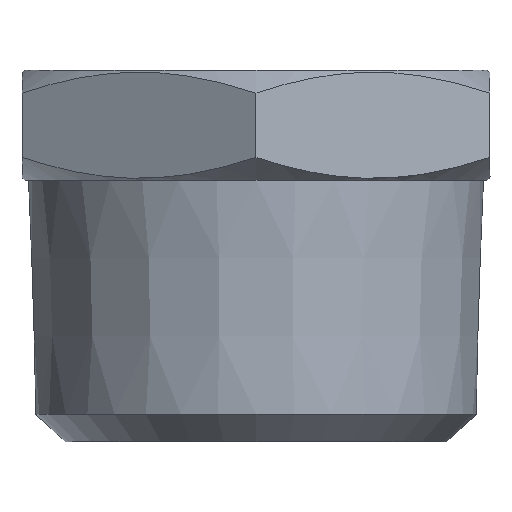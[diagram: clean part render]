
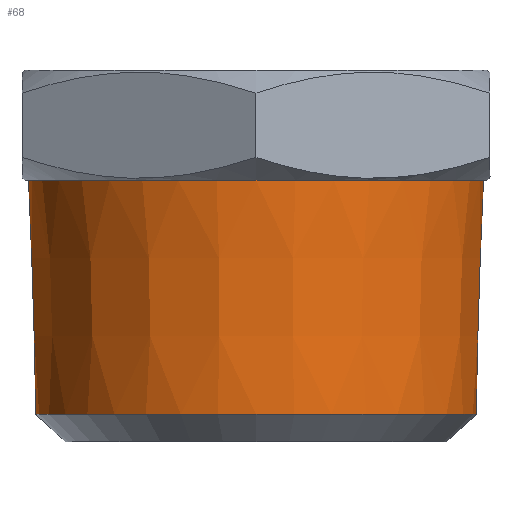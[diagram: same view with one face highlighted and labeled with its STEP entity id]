
A CAD part, left-side view. The second image highlights one B-rep face of the part: STEP entity #68.
In plain terms, the highlighted conical face has half-angle 1.788 degrees and reference radius 16.525 mm.
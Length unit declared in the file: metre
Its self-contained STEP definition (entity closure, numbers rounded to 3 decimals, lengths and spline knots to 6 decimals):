
#68 = ADVANCED_FACE( 'NONE', ( #143, #144 ), #145, .T. );
#143 = FACE_OUTER_BOUND( '', #216, .T. );
#144 = FACE_BOUND( '', #217, .T. );
#145 = CONICAL_SURFACE( '', #218, 0.016525, 0.031 );
#216 = EDGE_LOOP( '', ( #329 ) );
#217 = EDGE_LOOP( '', ( #330 ) );
#218 = AXIS2_PLACEMENT_3D( '', #331, #332, #333 );
#329 = ORIENTED_EDGE( '', *, *, #387, .T. );
#330 = ORIENTED_EDGE( '', *, *, #392, .T. );
#331 = CARTESIAN_POINT( '', ( 0., 0., 0. ) );
#332 = DIRECTION( '', ( 0., 0., 1. ) );
#333 = DIRECTION( '', ( 1., 0., 0. ) );
#387 = EDGE_CURVE( 'NONE', #450, #450, #451, .T. );
#392 = EDGE_CURVE( 'NONE', #458, #458, #459, .T. );
#450 = VERTEX_POINT( '', #662 );
#451 = CIRCLE( '', #663, 0.016525 );
#458 = VERTEX_POINT( '', #670 );
#459 = CIRCLE( '', #671, 0.015994 );
#662 = CARTESIAN_POINT( '', ( 0.016525, 0., 0. ) );
#663 = AXIS2_PLACEMENT_3D( '', #775, #776, #777 );
#670 = CARTESIAN_POINT( '', ( 0.015994, 0., -0.017001 ) );
#671 = AXIS2_PLACEMENT_3D( '', #784, #785, #786 );
#775 = CARTESIAN_POINT( '', ( 0., 0., 0. ) );
#776 = DIRECTION( '', ( 0., 0., -1. ) );
#777 = DIRECTION( '', ( 1., 0., 0. ) );
#784 = CARTESIAN_POINT( '', ( 0., 0., -0.017001 ) );
#785 = DIRECTION( '', ( 0., 0., 1. ) );
#786 = DIRECTION( '', ( 1., 0., 0. ) );
